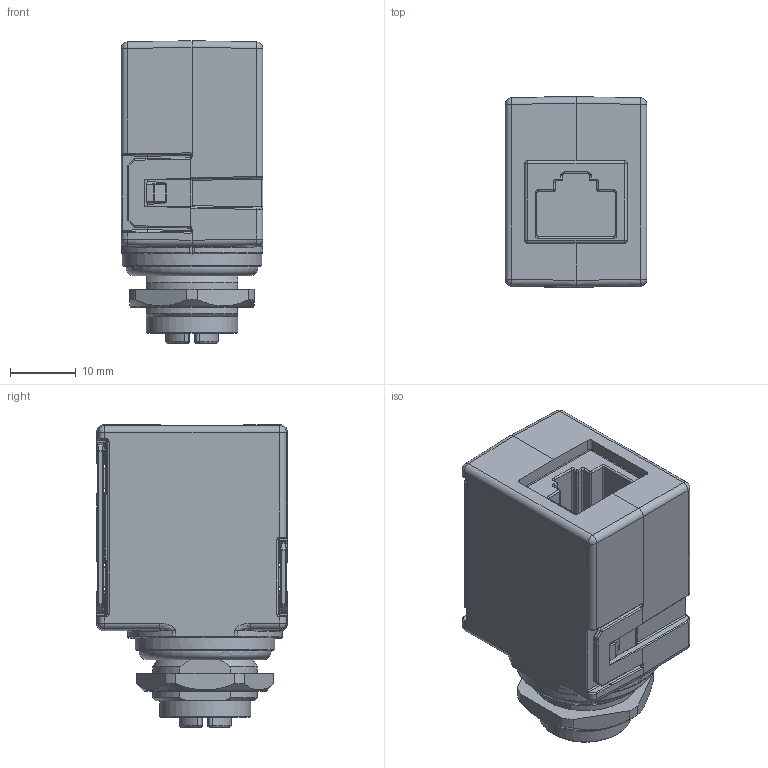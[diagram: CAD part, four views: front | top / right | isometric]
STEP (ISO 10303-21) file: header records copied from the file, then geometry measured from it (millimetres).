
FILE_DESCRIPTION(/* description */ (''),/* implementation_level */ '2;1');
FILE_NAME(/* name */ 'IE-FKFDSX8-RJ45KS.stp',/* time_stamp */ '2016-09-21T16:59:21+02:00',/* author */ (''),/* organization */ (''),/* preprocessor_version */ 'ST-DEVELOPER v16',/* originating_system */ 'SIEMENS PLM Software NX 10.0',/* authorisation */ '');
FILE_SCHEMA (('AUTOMOTIVE_DESIGN { 1 0 10303 214 3 1 1 1 }'));
Length unit declared in the file: millimetre
Products named in the file (1): IE-FKFDSX8-RJ45KS
Bounding box: 21.6 x 29.01 x 46.1 mm (x, y, z)
Volume: 20715.6 mm3; surface area: 7287.9 mm2
Topology: 1 solids, 1 shells, 712 faces, 1677 edges, 980 vertices
Faces by surface type: cylinder 304, plane 205, bspline 113, sphere 45, torus 33, cone 12
Full cylindrical faces by diameter (mm): 0.725 x8, 1.29 x8, 8.2 x1, 11 x1, 13.9 x1, 21.3 x1
Entity records: 30353 total; most frequent: CARTESIAN_POINT 14891, ORIENTED_EDGE 3276, DIRECTION 3122, EDGE_CURVE 1638, AXIS2_PLACEMENT_3D 1186, VERTEX_POINT 974, EDGE_LOOP 768, LINE 750
